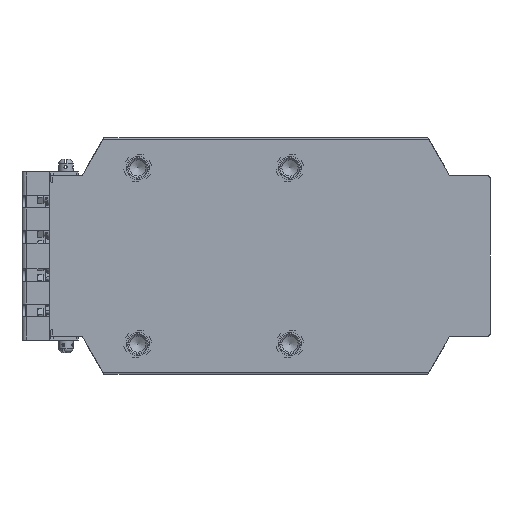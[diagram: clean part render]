
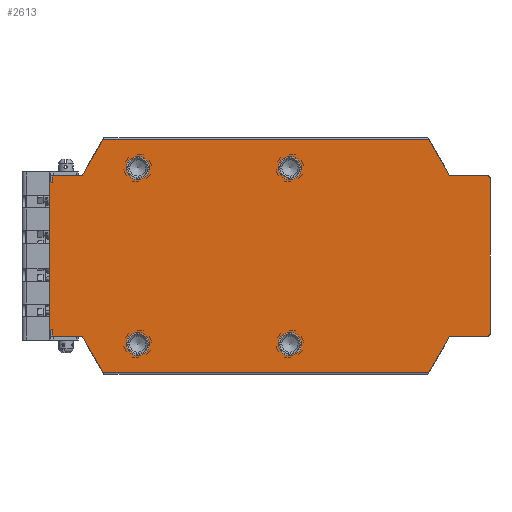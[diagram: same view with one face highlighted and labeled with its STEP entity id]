
A CAD part, front view. The second image highlights one B-rep face of the part: STEP entity #2613.
In plain terms, the highlighted planar face has unit normal (0, -1, 0).
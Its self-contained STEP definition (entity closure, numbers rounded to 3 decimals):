
#2613=ADVANCED_FACE('',(#55765,#55767,#55769,#55771,#55773),#55775,.F.);
#55765=FACE_BOUND('',#55766,.T.);
#55766=EDGE_LOOP('',(#98337,#98338,#98339,#98340,#98341,#98342,#98343,#98344,#98345,
#98346,#98347,#98348,#98349,#98350,#98351,#98352,#98353,#98354,#98355,#98356,#98357,
#98358));
#55767=FACE_BOUND('',#55768,.T.);
#55768=EDGE_LOOP('',(#98359));
#55769=FACE_BOUND('',#55770,.T.);
#55770=EDGE_LOOP('',(#98360));
#55771=FACE_BOUND('',#55772,.T.);
#55772=EDGE_LOOP('',(#98361));
#55773=FACE_BOUND('',#55774,.T.);
#55774=EDGE_LOOP('',(#98362));
#55775=PLANE('',#55776);
#55776=AXIS2_PLACEMENT_3D('',#55777,#55778,#55779);
#55777=CARTESIAN_POINT('',(0.,0.,0.));
#55778=DIRECTION('',(-0.,1.,0.));
#55779=DIRECTION('',(1.,0.,0.));
#98337=ORIENTED_EDGE('',*,*,#131811,.T.);
#98338=ORIENTED_EDGE('',*,*,#131812,.T.);
#98339=ORIENTED_EDGE('',*,*,#131813,.T.);
#98340=ORIENTED_EDGE('',*,*,#131787,.F.);
#98341=ORIENTED_EDGE('',*,*,#131814,.F.);
#98342=ORIENTED_EDGE('',*,*,#131815,.F.);
#98343=ORIENTED_EDGE('',*,*,#131816,.F.);
#98344=ORIENTED_EDGE('',*,*,#131817,.F.);
#98345=ORIENTED_EDGE('',*,*,#131818,.F.);
#98346=ORIENTED_EDGE('',*,*,#131783,.F.);
#98347=ORIENTED_EDGE('',*,*,#131810,.F.);
#98348=ORIENTED_EDGE('',*,*,#131819,.F.);
#98349=ORIENTED_EDGE('',*,*,#131820,.F.);
#98350=ORIENTED_EDGE('',*,*,#131797,.F.);
#98351=ORIENTED_EDGE('',*,*,#131821,.F.);
#98352=ORIENTED_EDGE('',*,*,#131822,.F.);
#98353=ORIENTED_EDGE('',*,*,#131823,.T.);
#98354=ORIENTED_EDGE('',*,*,#131824,.F.);
#98355=ORIENTED_EDGE('',*,*,#131825,.F.);
#98356=ORIENTED_EDGE('',*,*,#131793,.F.);
#98357=ORIENTED_EDGE('',*,*,#131826,.T.);
#98358=ORIENTED_EDGE('',*,*,#131827,.T.);
#98359=ORIENTED_EDGE('',*,*,#131828,.T.);
#98360=ORIENTED_EDGE('',*,*,#131829,.T.);
#98361=ORIENTED_EDGE('',*,*,#131830,.T.);
#98362=ORIENTED_EDGE('',*,*,#131831,.T.);
#131783=EDGE_CURVE('',#148555,#148557,#148558,.T.);
#131787=EDGE_CURVE('',#148563,#148565,#148566,.T.);
#131793=EDGE_CURVE('',#148573,#148575,#148576,.T.);
#131797=EDGE_CURVE('',#148581,#148583,#148584,.T.);
#131810=EDGE_CURVE('',#148603,#148555,#148605,.T.);
#131811=EDGE_CURVE('',#148606,#148607,#148608,.T.);
#131812=EDGE_CURVE('',#148607,#148609,#148610,.T.);
#131813=EDGE_CURVE('',#148609,#148565,#148611,.T.);
#131814=EDGE_CURVE('',#148612,#148563,#148613,.T.);
#131815=EDGE_CURVE('',#148614,#148612,#148615,.T.);
#131816=EDGE_CURVE('',#148616,#148614,#148617,.T.);
#131817=EDGE_CURVE('',#148618,#148616,#148619,.T.);
#131818=EDGE_CURVE('',#148557,#148618,#148620,.T.);
#131819=EDGE_CURVE('',#148621,#148603,#148622,.T.);
#131820=EDGE_CURVE('',#148583,#148621,#148623,.T.);
#131821=EDGE_CURVE('',#148624,#148581,#148625,.T.);
#131822=EDGE_CURVE('',#148626,#148624,#148627,.T.);
#131823=EDGE_CURVE('',#148626,#148628,#148629,.T.);
#131824=EDGE_CURVE('',#148630,#148628,#148631,.T.);
#131825=EDGE_CURVE('',#148575,#148630,#148632,.T.);
#131826=EDGE_CURVE('',#148573,#148633,#148634,.T.);
#131827=EDGE_CURVE('',#148633,#148606,#148635,.T.);
#131828=EDGE_CURVE('',#148636,#148636,#148637,.T.);
#131829=EDGE_CURVE('',#148638,#148638,#148639,.T.);
#131830=EDGE_CURVE('',#148640,#148640,#148641,.T.);
#131831=EDGE_CURVE('',#148642,#148642,#148643,.T.);
#148555=VERTEX_POINT('',#176546);
#148557=VERTEX_POINT('',#176550);
#148558=LINE('',#176551,#176552);
#148563=VERTEX_POINT('',#176562);
#148565=VERTEX_POINT('',#176566);
#148566=LINE('',#176567,#176568);
#148573=VERTEX_POINT('',#176585);
#148575=VERTEX_POINT('',#176589);
#148576=LINE('',#176590,#176591);
#148581=VERTEX_POINT('',#176601);
#148583=VERTEX_POINT('',#176605);
#148584=LINE('',#176606,#176607);
#148603=VERTEX_POINT('',#176654);
#148605=CIRCLE('',#176658,1.);
#148606=VERTEX_POINT('',#176662);
#148607=VERTEX_POINT('',#176663);
#148608=LINE('',#176664,#176665);
#148609=VERTEX_POINT('',#176667);
#148610=LINE('',#176668,#176669);
#148611=LINE('',#176671,#176672);
#148612=VERTEX_POINT('',#176674);
#148613=CIRCLE('',#176675,1.);
#148614=VERTEX_POINT('',#176679);
#148615=LINE('',#176680,#176681);
#148616=VERTEX_POINT('',#176683);
#148617=LINE('',#176684,#176685);
#148618=VERTEX_POINT('',#176687);
#148619=LINE('',#176688,#176689);
#148620=CIRCLE('',#176691,1.);
#148621=VERTEX_POINT('',#176695);
#148622=LINE('',#176696,#176697);
#148623=CIRCLE('',#176699,1.);
#148624=VERTEX_POINT('',#176703);
#148625=CIRCLE('',#176704,1.);
#148626=VERTEX_POINT('',#176708);
#148627=LINE('',#176709,#176710);
#148628=VERTEX_POINT('',#176712);
#148629=LINE('',#176713,#176714);
#148630=VERTEX_POINT('',#176716);
#148631=LINE('',#176717,#176718);
#148632=CIRCLE('',#176720,1.);
#148633=VERTEX_POINT('',#176724);
#148634=LINE('',#176725,#176726);
#148635=LINE('',#176728,#176729);
#148636=VERTEX_POINT('',#176731);
#148637=CIRCLE('',#176732,6.5);
#148638=VERTEX_POINT('',#176736);
#148639=CIRCLE('',#176737,6.5);
#148640=VERTEX_POINT('',#176741);
#148641=CIRCLE('',#176742,6.5);
#148642=VERTEX_POINT('',#176746);
#148643=CIRCLE('',#176747,6.5);
#176546=CARTESIAN_POINT('',(139.,0.,-50.));
#176550=CARTESIAN_POINT('',(115.577,0.,-50.));
#176551=CARTESIAN_POINT('',(139.,0.,-50.));
#176552=VECTOR('',#176553,1.);
#176553=DIRECTION('',(-1.,0.,0.));
#176562=CARTESIAN_POINT('',(-115.577,0.,-50.));
#176566=CARTESIAN_POINT('',(-133.5,0.,-50.));
#176567=CARTESIAN_POINT('',(-115.577,0.,-50.));
#176568=VECTOR('',#176569,1.);
#176569=DIRECTION('',(-1.,0.,0.));
#176585=CARTESIAN_POINT('',(-133.5,0.,50.));
#176589=CARTESIAN_POINT('',(-115.577,0.,50.));
#176590=CARTESIAN_POINT('',(-133.5,0.,50.));
#176591=VECTOR('',#176592,1.);
#176592=DIRECTION('',(1.,0.,0.));
#176601=CARTESIAN_POINT('',(115.577,0.,50.));
#176605=CARTESIAN_POINT('',(139.,0.,50.));
#176606=CARTESIAN_POINT('',(115.577,0.,50.));
#176607=VECTOR('',#176608,1.);
#176608=DIRECTION('',(1.,0.,0.));
#176654=CARTESIAN_POINT('',(140.,0.,-49.));
#176658=AXIS2_PLACEMENT_3D('',#176659,#176660,#176661);
#176659=CARTESIAN_POINT('',(139.,0.,-49.));
#176660=DIRECTION('',(-0.,1.,0.));
#176661=DIRECTION('',(1.,0.,0.));
#176662=CARTESIAN_POINT('',(-135.,0.,46.));
#176663=CARTESIAN_POINT('',(-135.,0.,-46.));
#176664=CARTESIAN_POINT('',(-135.,0.,46.));
#176665=VECTOR('',#176666,1.);
#176666=DIRECTION('',(0.,0.,-1.));
#176667=CARTESIAN_POINT('',(-133.5,0.,-46.131));
#176668=CARTESIAN_POINT('',(-135.,0.,-46.));
#176669=VECTOR('',#176670,1.);
#176670=DIRECTION('',(0.996,0.,-0.087));
#176671=CARTESIAN_POINT('',(-133.5,0.,-46.131));
#176672=VECTOR('',#176673,1.);
#176673=DIRECTION('',(0.,0.,-1.));
#176674=CARTESIAN_POINT('',(-114.711,0.,-50.5));
#176675=AXIS2_PLACEMENT_3D('',#176676,#176677,#176678);
#176676=CARTESIAN_POINT('',(-115.577,0.,-51.));
#176677=DIRECTION('',(0.,-1.,-0.));
#176678=DIRECTION('',(0.866,0.,0.5));
#176679=CARTESIAN_POINT('',(-101.721,0.,-73.));
#176680=CARTESIAN_POINT('',(-101.721,0.,-73.));
#176681=VECTOR('',#176682,1.);
#176682=DIRECTION('',(-0.5,0.,0.866));
#176683=CARTESIAN_POINT('',(101.721,0.,-73.));
#176684=CARTESIAN_POINT('',(101.721,0.,-73.));
#176685=VECTOR('',#176686,1.);
#176686=DIRECTION('',(-1.,0.,0.));
#176687=CARTESIAN_POINT('',(114.711,0.,-50.5));
#176688=CARTESIAN_POINT('',(114.711,0.,-50.5));
#176689=VECTOR('',#176690,1.);
#176690=DIRECTION('',(-0.5,0.,-0.866));
#176691=AXIS2_PLACEMENT_3D('',#176692,#176693,#176694);
#176692=CARTESIAN_POINT('',(115.577,0.,-51.));
#176693=DIRECTION('',(0.,-1.,-0.));
#176694=DIRECTION('',(0.,0.,1.));
#176695=CARTESIAN_POINT('',(140.,0.,49.));
#176696=CARTESIAN_POINT('',(140.,0.,49.));
#176697=VECTOR('',#176698,1.);
#176698=DIRECTION('',(0.,0.,-1.));
#176699=AXIS2_PLACEMENT_3D('',#176700,#176701,#176702);
#176700=CARTESIAN_POINT('',(139.,0.,49.));
#176701=DIRECTION('',(-0.,1.,0.));
#176702=DIRECTION('',(0.,0.,1.));
#176703=CARTESIAN_POINT('',(114.711,0.,50.5));
#176704=AXIS2_PLACEMENT_3D('',#176705,#176706,#176707);
#176705=CARTESIAN_POINT('',(115.577,0.,51.));
#176706=DIRECTION('',(0.,-1.,-0.));
#176707=DIRECTION('',(-0.866,0.,-0.5));
#176708=CARTESIAN_POINT('',(101.721,0.,73.));
#176709=CARTESIAN_POINT('',(101.721,0.,73.));
#176710=VECTOR('',#176711,1.);
#176711=DIRECTION('',(0.5,0.,-0.866));
#176712=CARTESIAN_POINT('',(-101.721,0.,73.));
#176713=CARTESIAN_POINT('',(101.721,0.,73.));
#176714=VECTOR('',#176715,1.);
#176715=DIRECTION('',(-1.,0.,0.));
#176716=CARTESIAN_POINT('',(-114.711,0.,50.5));
#176717=CARTESIAN_POINT('',(-114.711,0.,50.5));
#176718=VECTOR('',#176719,1.);
#176719=DIRECTION('',(0.5,0.,0.866));
#176720=AXIS2_PLACEMENT_3D('',#176721,#176722,#176723);
#176721=CARTESIAN_POINT('',(-115.577,0.,51.));
#176722=DIRECTION('',(0.,-1.,-0.));
#176723=DIRECTION('',(0.,0.,-1.));
#176724=CARTESIAN_POINT('',(-133.5,0.,46.131));
#176725=CARTESIAN_POINT('',(-133.5,0.,50.));
#176726=VECTOR('',#176727,1.);
#176727=DIRECTION('',(0.,0.,-1.));
#176728=CARTESIAN_POINT('',(-133.5,0.,46.131));
#176729=VECTOR('',#176730,1.);
#176730=DIRECTION('',(-0.996,0.,-0.087));
#176731=CARTESIAN_POINT('',(21.5,0.,-55.));
#176732=AXIS2_PLACEMENT_3D('',#176733,#176734,#176735);
#176733=CARTESIAN_POINT('',(15.,0.,-55.));
#176734=DIRECTION('',(-0.,1.,0.));
#176735=DIRECTION('',(1.,0.,0.));
#176736=CARTESIAN_POINT('',(-73.5,0.,55.));
#176737=AXIS2_PLACEMENT_3D('',#176738,#176739,#176740);
#176738=CARTESIAN_POINT('',(-80.,0.,55.));
#176739=DIRECTION('',(-0.,1.,0.));
#176740=DIRECTION('',(1.,0.,0.));
#176741=CARTESIAN_POINT('',(-73.5,0.,-55.));
#176742=AXIS2_PLACEMENT_3D('',#176743,#176744,#176745);
#176743=CARTESIAN_POINT('',(-80.,0.,-55.));
#176744=DIRECTION('',(-0.,1.,0.));
#176745=DIRECTION('',(1.,0.,0.));
#176746=CARTESIAN_POINT('',(21.5,0.,55.));
#176747=AXIS2_PLACEMENT_3D('',#176748,#176749,#176750);
#176748=CARTESIAN_POINT('',(15.,0.,55.));
#176749=DIRECTION('',(-0.,1.,0.));
#176750=DIRECTION('',(1.,0.,0.));
